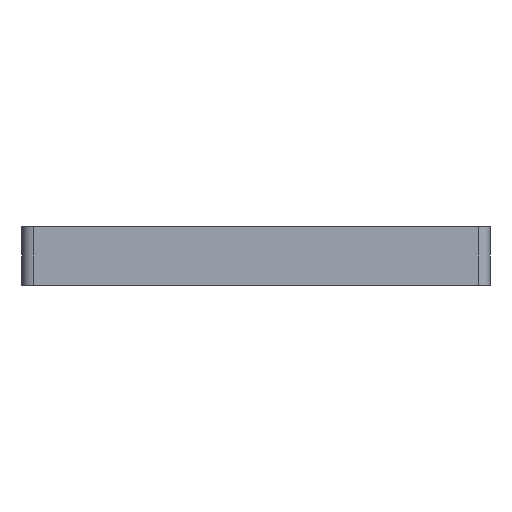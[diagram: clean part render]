
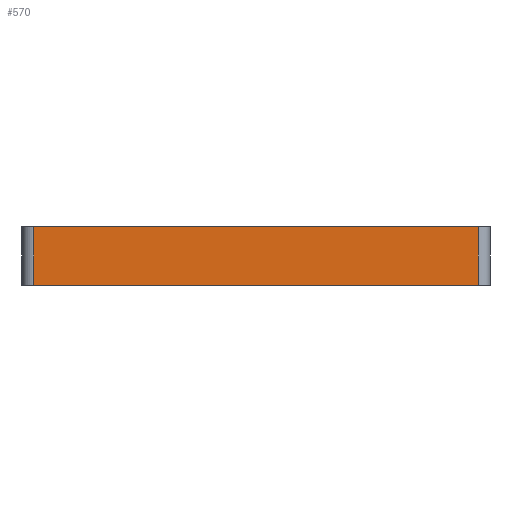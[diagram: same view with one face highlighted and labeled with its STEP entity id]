
A CAD part, left-side view. The second image highlights one B-rep face of the part: STEP entity #570.
In plain terms, the highlighted planar face has unit normal (-1, 0, 0).
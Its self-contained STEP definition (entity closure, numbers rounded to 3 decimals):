
#16 = EDGE_CURVE ( 'NONE', #987, #640, #485, .T. ) ;
#19 = VECTOR ( 'NONE', #704, 1000. ) ;
#46 = CARTESIAN_POINT ( 'NONE',  ( -100., 20., 0. ) ) ;
#81 = ORIENTED_EDGE ( 'NONE', *, *, #16, .T. ) ;
#95 = EDGE_CURVE ( 'NONE', #544, #640, #374, .T. ) ;
#130 = CARTESIAN_POINT ( 'NONE',  ( -100., -19., 5. ) ) ;
#137 = DIRECTION ( 'NONE',  ( 1., 0., 0. ) ) ;
#139 = PLANE ( 'NONE',  #493 ) ;
#242 = LINE ( 'NONE', #1044, #366 ) ;
#266 = ORIENTED_EDGE ( 'NONE', *, *, #95, .F. ) ;
#349 = CARTESIAN_POINT ( 'NONE',  ( -100., -19., 0. ) ) ;
#366 = VECTOR ( 'NONE', #960, 1000. ) ;
#373 = CARTESIAN_POINT ( 'NONE',  ( -100., 20., 5. ) ) ;
#374 = LINE ( 'NONE', #879, #609 ) ;
#478 = ORIENTED_EDGE ( 'NONE', *, *, #597, .T. ) ;
#482 = CARTESIAN_POINT ( 'NONE',  ( -100., 19., 5. ) ) ;
#485 = LINE ( 'NONE', #741, #533 ) ;
#493 = AXIS2_PLACEMENT_3D ( 'NONE', #373, #137, #1024 ) ;
#533 = VECTOR ( 'NONE', #736, 1000. ) ;
#537 = LINE ( 'NONE', #46, #19 ) ;
#544 = VERTEX_POINT ( 'NONE', #482 ) ;
#570 = ADVANCED_FACE ( 'NONE', ( #880 ), #139, .F. ) ;
#597 = EDGE_CURVE ( 'NONE', #797, #987, #537, .T. ) ;
#609 = VECTOR ( 'NONE', #700, 1000. ) ;
#640 = VERTEX_POINT ( 'NONE', #130 ) ;
#700 = DIRECTION ( 'NONE',  ( 0., -1., 0. ) ) ;
#704 = DIRECTION ( 'NONE',  ( 0., -1., 0. ) ) ;
#708 = ORIENTED_EDGE ( 'NONE', *, *, #786, .T. ) ;
#730 = CARTESIAN_POINT ( 'NONE',  ( -100., 19., 0. ) ) ;
#736 = DIRECTION ( 'NONE',  ( 0., 0., 1. ) ) ;
#741 = CARTESIAN_POINT ( 'NONE',  ( -100., -19., 5. ) ) ;
#786 = EDGE_CURVE ( 'NONE', #544, #797, #242, .T. ) ;
#792 = EDGE_LOOP ( 'NONE', ( #478, #81, #266, #708 ) ) ;
#797 = VERTEX_POINT ( 'NONE', #730 ) ;
#879 = CARTESIAN_POINT ( 'NONE',  ( -100., 20., 5. ) ) ;
#880 = FACE_OUTER_BOUND ( 'NONE', #792, .T. ) ;
#960 = DIRECTION ( 'NONE',  ( 0., 0., -1. ) ) ;
#987 = VERTEX_POINT ( 'NONE', #349 ) ;
#1024 = DIRECTION ( 'NONE',  ( 0., 0., -1. ) ) ;
#1044 = CARTESIAN_POINT ( 'NONE',  ( -100., 19., 5. ) ) ;
